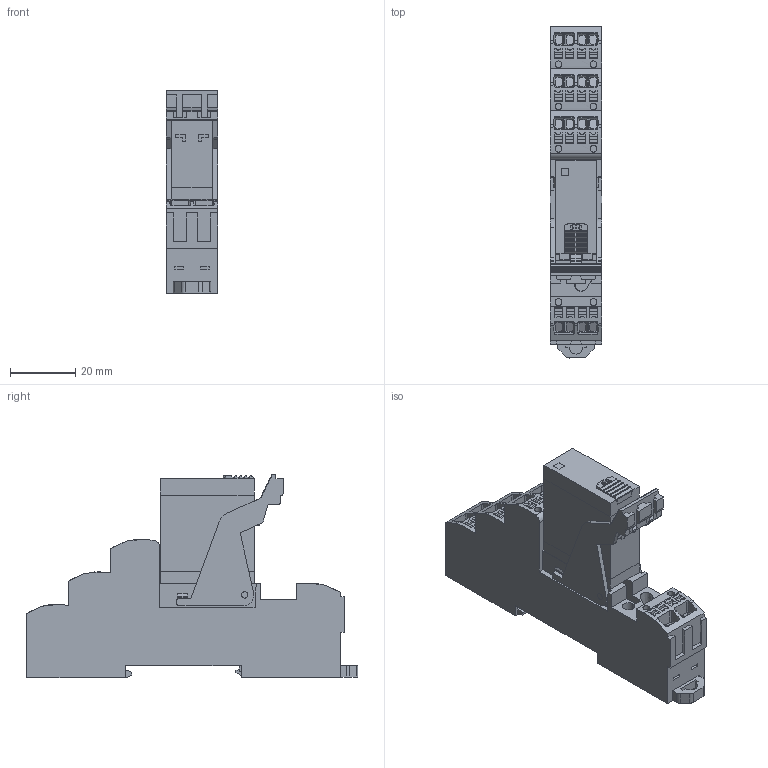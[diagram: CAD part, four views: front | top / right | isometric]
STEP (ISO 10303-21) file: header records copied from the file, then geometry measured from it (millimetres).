
FILE_DESCRIPTION(('CATIA V5 STEP Exchange','CAx-IF Rec.Pracs.--- Model Styling and Organization---1.4--- 2014-01-23'),'2;1');
FILE_NAME ('D1342694_2', '2021-04-14T12:41:53+00:00', ('none'), ('Weidmueller'), 'CATIA Version 5-6 Release 2016 SP3 HF44', 'CATIA V5 STEP AP214', 'none');
FILE_SCHEMA(('AUTOMOTIVE_DESIGN { 1 0 10303 214 1 1 1 1 }'));
Products named in the file (1): S3D_DRIKITP_XXXVDC_2CO_LD_PB
Bounding box: 15.85 x 102.05 x 62.71 mm (x, y, z)
Volume: 54623.7 mm3; surface area: 25168.8 mm2
Topology: 32 solids, 32 shells, 1389 faces, 4169 edges, 2891 vertices
Faces by surface type: plane 1097, cylinder 258, extrusion 34
Entity records: 50214 total; most frequent: CARTESIAN_POINT 12610, ORIENTED_EDGE 8338, DIRECTION 6070, EDGE_CURVE 4169, VECTOR 3210, LINE 3176, VERTEX_POINT 2891, AXIS2_PLACEMENT_3D 1671
